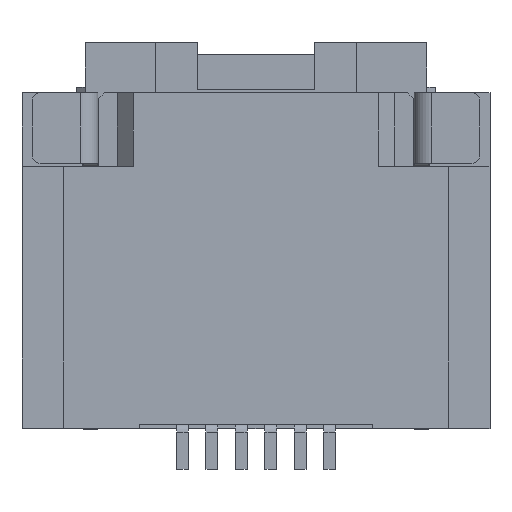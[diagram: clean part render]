
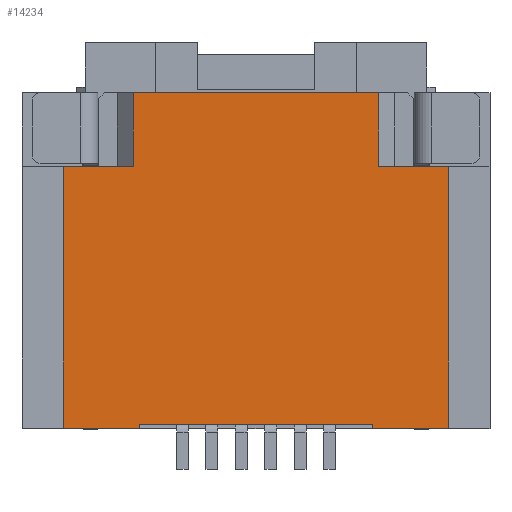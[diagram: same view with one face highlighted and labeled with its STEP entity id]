
A CAD part, top view. The second image highlights one B-rep face of the part: STEP entity #14234.
In plain terms, the highlighted planar face has unit normal (0, 0, 1).
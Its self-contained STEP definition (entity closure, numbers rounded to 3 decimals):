
#360=DIRECTION('',(-1.,0.,0.));
#361=VECTOR('',#360,1.3);
#362=CARTESIAN_POINT('',(-1.975,-2.85,1.245));
#363=LINE('',#362,#361);
#368=DIRECTION('',(-1.,0.,0.));
#369=VECTOR('',#368,1.3);
#370=CARTESIAN_POINT('',(3.275,-2.85,1.245));
#371=LINE('',#370,#369);
#416=DIRECTION('',(0.,-1.,0.));
#417=VECTOR('',#416,4.45);
#418=CARTESIAN_POINT('',(-3.275,1.6,1.245));
#419=LINE('',#418,#417);
#420=DIRECTION('',(-1.,0.,0.));
#421=VECTOR('',#420,4.17);
#422=CARTESIAN_POINT('',(2.085,2.85,1.245));
#423=LINE('',#422,#421);
#424=DIRECTION('',(1.,0.,0.));
#425=VECTOR('',#424,3.95);
#426=CARTESIAN_POINT('',(-1.975,-2.78,1.245));
#427=LINE('',#426,#425);
#428=DIRECTION('',(-1.,0.,0.));
#429=VECTOR('',#428,1.19);
#430=CARTESIAN_POINT('',(-2.085,1.6,1.245));
#431=LINE('',#430,#429);
#432=DIRECTION('',(0.,1.,0.));
#433=VECTOR('',#432,1.25);
#434=CARTESIAN_POINT('',(-2.085,1.6,1.245));
#435=LINE('',#434,#433);
#440=DIRECTION('',(0.,-1.,0.));
#441=VECTOR('',#440,1.25);
#442=CARTESIAN_POINT('',(2.085,2.85,1.245));
#443=LINE('',#442,#441);
#4620=DIRECTION('',(-1.,0.,0.));
#4621=VECTOR('',#4620,1.19);
#4622=CARTESIAN_POINT('',(3.275,1.6,1.245));
#4623=LINE('',#4622,#4621);
#4673=DIRECTION('',(0.,1.,0.));
#4674=VECTOR('',#4673,4.45);
#4675=CARTESIAN_POINT('',(3.275,-2.85,1.245));
#4676=LINE('',#4675,#4674);
#10289=DIRECTION('',(0.,1.,0.));
#10290=VECTOR('',#10289,0.07);
#10291=CARTESIAN_POINT('',(-1.975,-2.85,1.245));
#10292=LINE('',#10291,#10290);
#10305=DIRECTION('',(0.,-1.,0.));
#10306=VECTOR('',#10305,0.07);
#10307=CARTESIAN_POINT('',(1.975,-2.78,1.245));
#10308=LINE('',#10307,#10306);
#10969=CARTESIAN_POINT('',(-3.275,1.6,1.245));
#10970=VERTEX_POINT('',#10969);
#10971=CARTESIAN_POINT('',(-2.085,1.6,1.245));
#10972=VERTEX_POINT('',#10971);
#11039=CARTESIAN_POINT('',(2.085,2.85,1.245));
#11040=VERTEX_POINT('',#11039);
#11041=CARTESIAN_POINT('',(-2.085,2.85,1.245));
#11042=VERTEX_POINT('',#11041);
#11468=CARTESIAN_POINT('',(-1.975,-2.78,1.245));
#11469=CARTESIAN_POINT('',(1.975,-2.78,1.245));
#11470=VERTEX_POINT('',#11468);
#11471=VERTEX_POINT('',#11469);
#11492=CARTESIAN_POINT('',(2.085,1.6,1.245));
#11493=VERTEX_POINT('',#11492);
#11494=CARTESIAN_POINT('',(3.275,1.6,1.245));
#11495=VERTEX_POINT('',#11494);
#11496=CARTESIAN_POINT('',(3.275,-2.85,1.245));
#11497=VERTEX_POINT('',#11496);
#11498=CARTESIAN_POINT('',(1.975,-2.85,1.245));
#11499=VERTEX_POINT('',#11498);
#11500=CARTESIAN_POINT('',(-1.975,-2.85,1.245));
#11501=VERTEX_POINT('',#11500);
#11502=CARTESIAN_POINT('',(-3.275,-2.85,1.245));
#11503=VERTEX_POINT('',#11502);
#14208=CARTESIAN_POINT('',(0.,0.,1.245));
#14209=DIRECTION('',(0.,0.,1.));
#14210=DIRECTION('',(1.,0.,0.));
#14211=AXIS2_PLACEMENT_3D('',#14208,#14209,#14210);
#14212=PLANE('',#14211);
#14214=ORIENTED_EDGE('',*,*,#14213,.T.);
#14215=ORIENTED_EDGE('',*,*,#13580,.F.);
#14217=ORIENTED_EDGE('',*,*,#14216,.T.);
#14219=ORIENTED_EDGE('',*,*,#14218,.F.);
#14221=ORIENTED_EDGE('',*,*,#14220,.F.);
#14222=ORIENTED_EDGE('',*,*,#14166,.T.);
#14224=ORIENTED_EDGE('',*,*,#14223,.F.);
#14226=ORIENTED_EDGE('',*,*,#14225,.F.);
#14228=ORIENTED_EDGE('',*,*,#14227,.F.);
#14229=ORIENTED_EDGE('',*,*,#14158,.T.);
#14230=ORIENTED_EDGE('',*,*,#14203,.F.);
#14231=ORIENTED_EDGE('',*,*,#13498,.F.);
#14232=EDGE_LOOP('',(#14214,#14215,#14217,#14219,#14221,#14222,#14224,#14226,
#14228,#14229,#14230,#14231));
#14233=FACE_OUTER_BOUND('',#14232,.F.);
#14234=ADVANCED_FACE('',(#14233),#14212,.T.);
#13498=EDGE_CURVE('',#10972,#10970,#431,.T.);
#13580=EDGE_CURVE('',#11040,#11042,#423,.T.);
#14158=EDGE_CURVE('',#11501,#11503,#363,.T.);
#14166=EDGE_CURVE('',#11497,#11499,#371,.T.);
#14203=EDGE_CURVE('',#10970,#11503,#419,.T.);
#14213=EDGE_CURVE('',#10972,#11042,#435,.T.);
#14216=EDGE_CURVE('',#11040,#11493,#443,.T.);
#14218=EDGE_CURVE('',#11495,#11493,#4623,.T.);
#14220=EDGE_CURVE('',#11497,#11495,#4676,.T.);
#14223=EDGE_CURVE('',#11471,#11499,#10308,.T.);
#14225=EDGE_CURVE('',#11470,#11471,#427,.T.);
#14227=EDGE_CURVE('',#11501,#11470,#10292,.T.);
